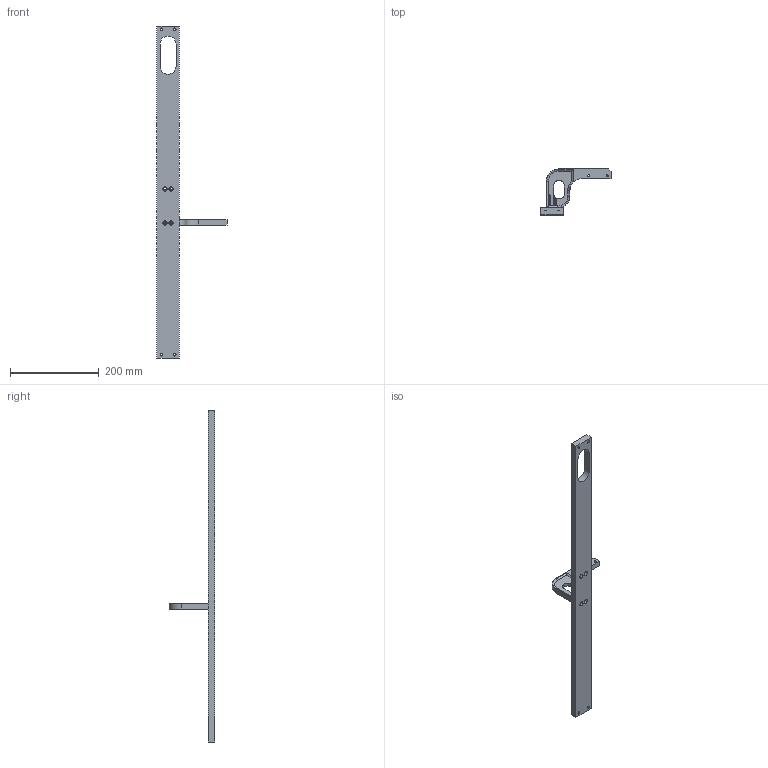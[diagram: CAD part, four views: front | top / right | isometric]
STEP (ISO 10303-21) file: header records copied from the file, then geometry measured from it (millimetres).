
FILE_DESCRIPTION(/* description */ (''),/* implementation_level */ '2;1');
FILE_NAME(/* name */ 'CameraBracket001.step',/* time_stamp */ '2020-02-20T13:24:14+01:00',/* author */ (''),/* organization */ (''),/* preprocessor_version */ 'ST-DEVELOPER v18',/* originating_system */ 'Autodesk Translation Framework v8.12.0.6',/* authorisation */ '');
FILE_SCHEMA (('AUTOMOTIVE_DESIGN { 1 0 10303 214 3 1 1 }'));
Length unit declared in the file: millimetre
Products named in the file (2): FusionComponent; Component2
Assembly tree (1 placements, depth 2):
  FusionComponent
    Component2
Bounding box: 158.26 x 103.75 x 750 mm (x, y, z)
Volume: 569752.4 mm3; surface area: 119065.3 mm2
Topology: 2 solids, 2 shells, 260 faces, 698 edges, 456 vertices
Faces by surface type: cylinder 189, plane 39, bspline 27, torus 3, cone 2
Full cylindrical faces by diameter (mm): 4.8 x2, 5.035 x63, 6 x6, 6.147 x63, 10 x8
Entity records: 15415 total; most frequent: CARTESIAN_POINT 9436, ORIENTED_EDGE 1396, DIRECTION 948, EDGE_CURVE 698, VERTEX_POINT 456, AXIS2_PLACEMENT_3D 353, B_SPLINE_CURVE_WITH_KNOTS 339, EDGE_LOOP 300
